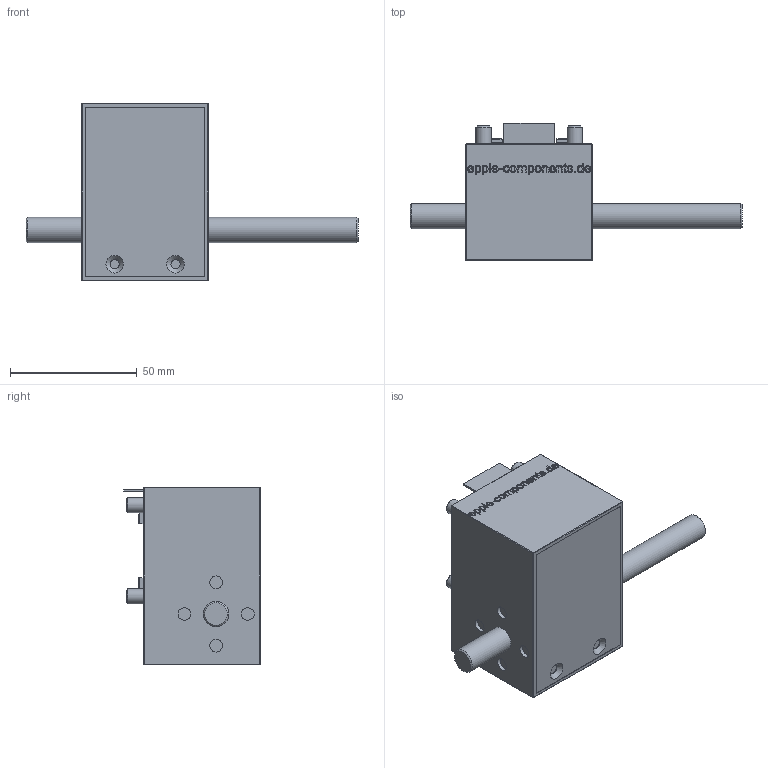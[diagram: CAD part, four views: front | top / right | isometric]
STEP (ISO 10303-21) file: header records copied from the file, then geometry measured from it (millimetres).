
FILE_DESCRIPTION(/* description */ ('Unknown'),/* implementation_level */ '2;1');
FILE_NAME(/* name */ 'A-0000082-Schneckengetriebe50',/* time_stamp */ '2020-03-19T06:32:22+01:00',/* author */ ('Unknown'),/* organization */ ('Unknown'),/* preprocessor_version */ 'ST-DEVELOPER v16.7',/* originating_system */ 'Solid Edge',/* authorisation */ 'Unknown');
FILE_SCHEMA (('AUTOMOTIVE_DESIGN {1 0 10303 214 3 1 1}'));
Length unit declared in the file: millimetre
Products named in the file (1): A-0000082-Schneckengetriebe50-1-4-dy
Bounding box: 131 x 54.01 x 70 mm (x, y, z)
Volume: 165065.5 mm3; surface area: 27788.9 mm2
Topology: 1 solids, 16 shells, 583 faces, 1430 edges, 941 vertices
Faces by surface type: plane 402, cylinder 91, bspline 46, cone 36, sphere 4, torus 4
Full cylindrical faces by diameter (mm): 2.459 x2, 3.2 x8, 3.6 x2, 5 x9, 6 x8, 6.2 x4, 10 x2, 12 x1, 19.5 x2, 29.4 x1, 31.4 x1
Entity records: 23036 total; most frequent: CARTESIAN_POINT 5933, ORIENTED_EDGE 2642, DIRECTION 2465, EDGE_CURVE 1321, LINE 921, VECTOR 921, VERTEX_POINT 900, AXIS2_PLACEMENT_3D 772
